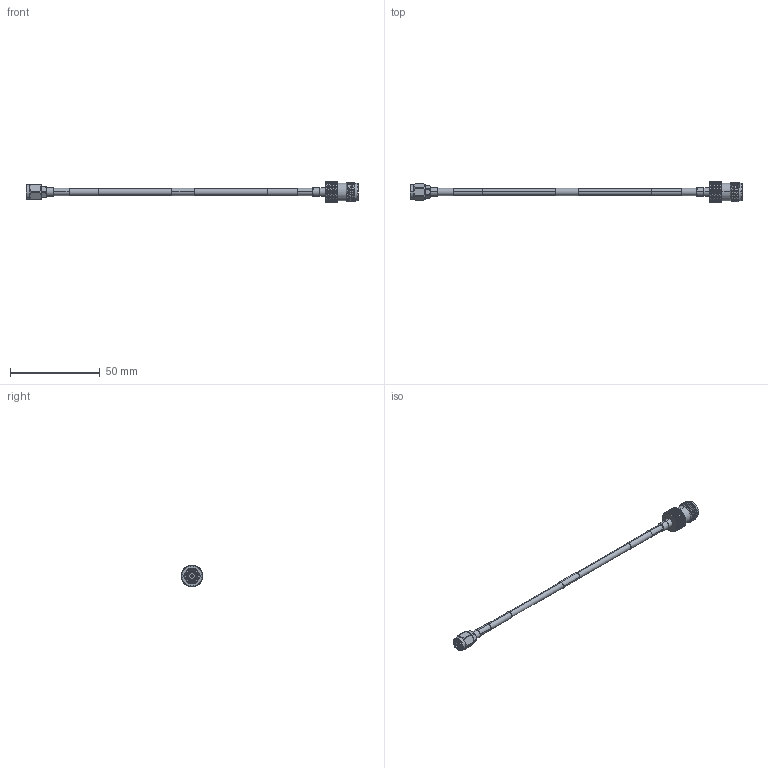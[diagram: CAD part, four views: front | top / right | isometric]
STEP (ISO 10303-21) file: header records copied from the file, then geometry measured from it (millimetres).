
FILE_DESCRIPTION (( 'STEP AP214' ), '1' );
FILE_NAME ('LCCA30490_3D.STEP', '2020-04-30T13:18:40', ( '' ), ( '' ), 'SwSTEP 2.0', 'SolidWorks 2018', '' );
FILE_SCHEMA (( 'AUTOMOTIVE_DESIGN' ));
Length unit declared in the file: inch
Products named in the file (6): LCCA30490_3D; 1AW01-003_.152 ID; LCCN3043; LCCN3067; LC141TBJ-PROD; LC141TBJ (141 Formable with HeatShrink)
Assembly tree (7 placements, depth 3):
  LCCA30490_3D
    LC141TBJ-PROD
      LC141TBJ (141 Formable with HeatShrink)
      1AW01-003_.152 ID  x3
    LCCN3043
    LCCN3067
Bounding box: 184.88 x 11.99 x 11.99 mm (x, y, z)
Volume: 3345.9 mm3; surface area: 6073.8 mm2
Topology: 8 solids, 8 shells, 1830 faces, 3928 edges, 2133 vertices
Faces by surface type: bspline 1286, cylinder 420, plane 71, cone 49, torus 4
Entity records: 66552 total; most frequent: CARTESIAN_POINT 40581, ORIENTED_EDGE 7808, EDGE_CURVE 3904, VERTEX_POINT 2117, DIRECTION 1907, EDGE_LOOP 1843, ADVANCED_FACE 1818, FACE_OUTER_BOUND 1818
